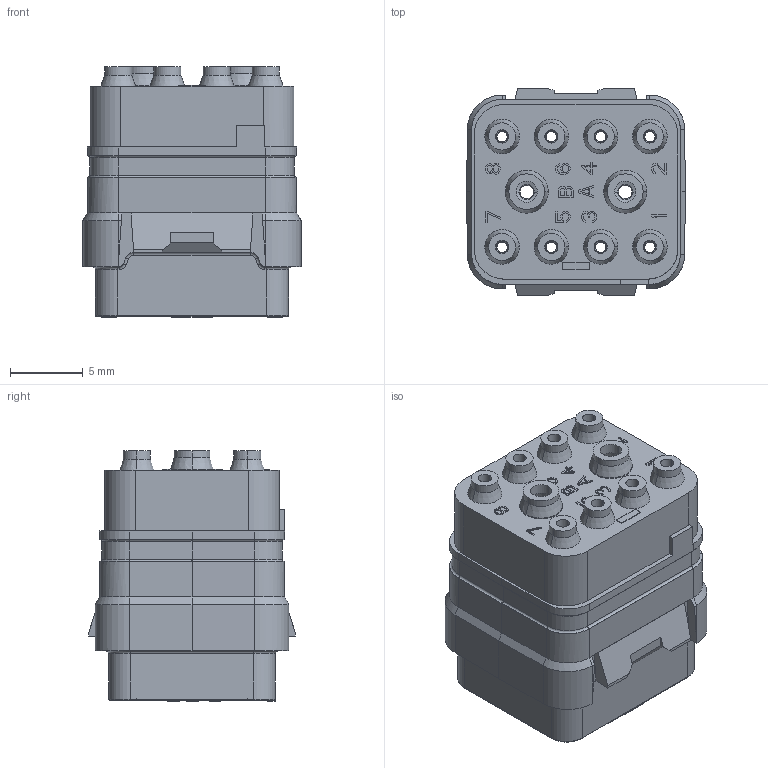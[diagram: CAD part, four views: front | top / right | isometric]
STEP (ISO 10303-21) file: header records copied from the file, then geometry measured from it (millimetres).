
FILE_DESCRIPTION((''),'2;1');
FILE_NAME('SIMM0910PN','2020-01-23T',('presta_be4'),(''),'CREO PARAMETRIC BY PTC INC, 2018360','CREO PARAMETRIC BY PTC INC, 2018360','');
FILE_SCHEMA(('CONFIG_CONTROL_DESIGN'));
Length unit declared in the file: millimetre
Products named in the file (1): SIMM0910PN
Bounding box: 15 x 14.2 x 17.18 mm (x, y, z)
Volume: 1991.5 mm3; surface area: 3096.1 mm2
Topology: 1 solids, 1 shells, 1859 faces, 4676 edges, 2918 vertices
Faces by surface type: plane 1019, cylinder 324, cone 252, torus 244, bspline 20
Entity records: 55948 total; most frequent: CARTESIAN_POINT 10660, DIRECTION 9631, ORIENTED_EDGE 9352, EDGE_CURVE 4676, AXIS2_PLACEMENT_3D 3296, VECTOR 3039, LINE 3039, VERTEX_POINT 2918
